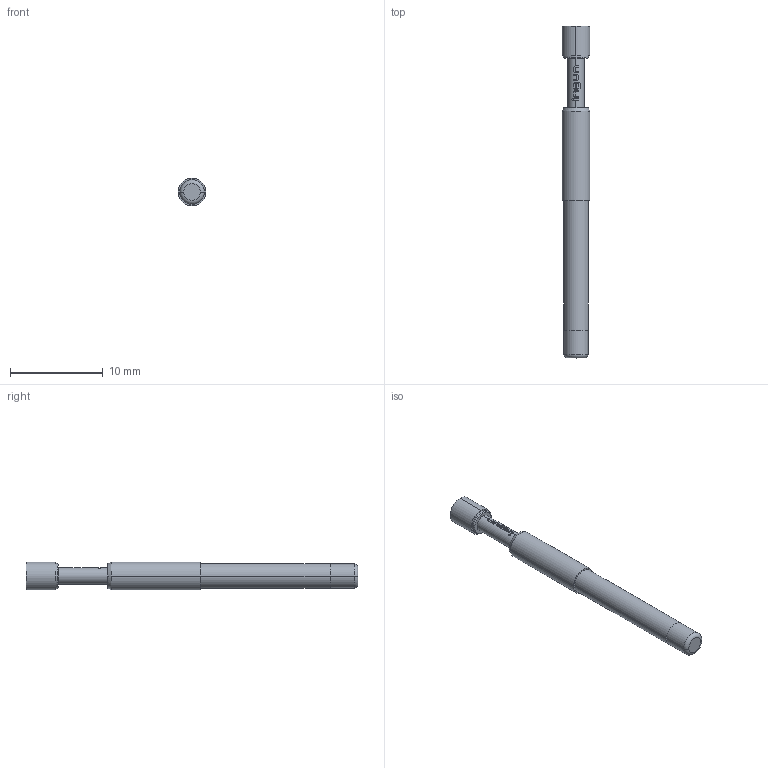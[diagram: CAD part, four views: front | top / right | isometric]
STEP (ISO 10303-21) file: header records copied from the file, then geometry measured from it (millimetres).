
FILE_DESCRIPTION (( 'STEP AP203' ), '1' );
FILE_NAME ('INGUN_HSS-120_353_300_S_xx10.STEP', '2022-05-06T10:39:41', ( 'ochi' ), ( '' ), 'SwSTEP 2.0', 'SolidWorks 2018', '' );
FILE_SCHEMA (( 'CONFIG_CONTROL_DESIGN' ));
Length unit declared in the file: millimetre
Products named in the file (1): INGUN_HSS-120_353_300_S_xx10
Bounding box: 3 x 35.8 x 3 mm (x, y, z)
Volume: 197.7 mm3; surface area: 322.1 mm2
Topology: 1 solids, 1 shells, 103 faces, 277 edges, 182 vertices
Faces by surface type: bspline 61, cylinder 24, cone 8, plane 8, torus 2
Entity records: 4421 total; most frequent: CARTESIAN_POINT 2309, ORIENTED_EDGE 554, EDGE_CURVE 277, B_SPLINE_CURVE_WITH_KNOTS 204, DIRECTION 201, VERTEX_POINT 182, EDGE_LOOP 109, ADVANCED_FACE 103
